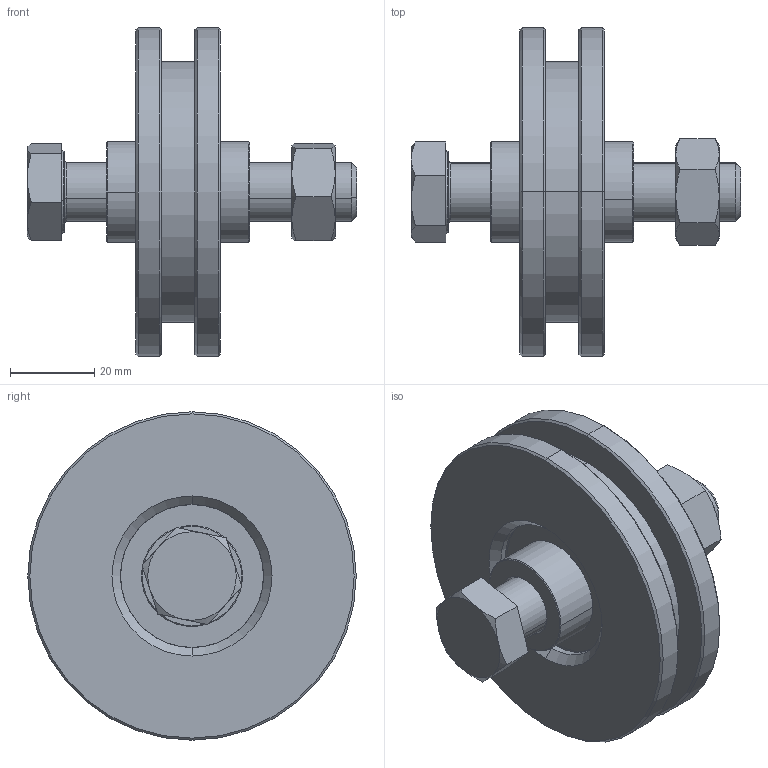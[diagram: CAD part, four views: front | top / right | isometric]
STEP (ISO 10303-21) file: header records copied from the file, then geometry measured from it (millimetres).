
FILE_DESCRIPTION (( 'STEP AP214' ), '1' );
FILE_NAME ('0026860_CF-300-80_(A-01).step', '2019-01-07T09:03:50', ( '' ), ( '' ), 'SwSTEP 2.0', 'SolidWorks 2018', '' );
FILE_SCHEMA (( 'AUTOMOTIVE_DESIGN' ));
Length unit declared in the file: millimetre
Products named in the file (1): 0026860_CF-300-80_(A-01)
Bounding box: 78.2 x 78 x 78 mm (x, y, z)
Volume: 91118.1 mm3; surface area: 38299.9 mm2
Topology: 10 solids, 10 shells, 182 faces, 370 edges, 218 vertices
Faces by surface type: cone 60, cylinder 56, plane 42, torus 24
Entity records: 7061 total; most frequent: CARTESIAN_POINT 987, DIRECTION 918, ORIENTED_EDGE 740, AXIS2_PLACEMENT_3D 401, EDGE_CURVE 370, CIRCLE 218, VERTEX_POINT 218, EDGE_LOOP 210
